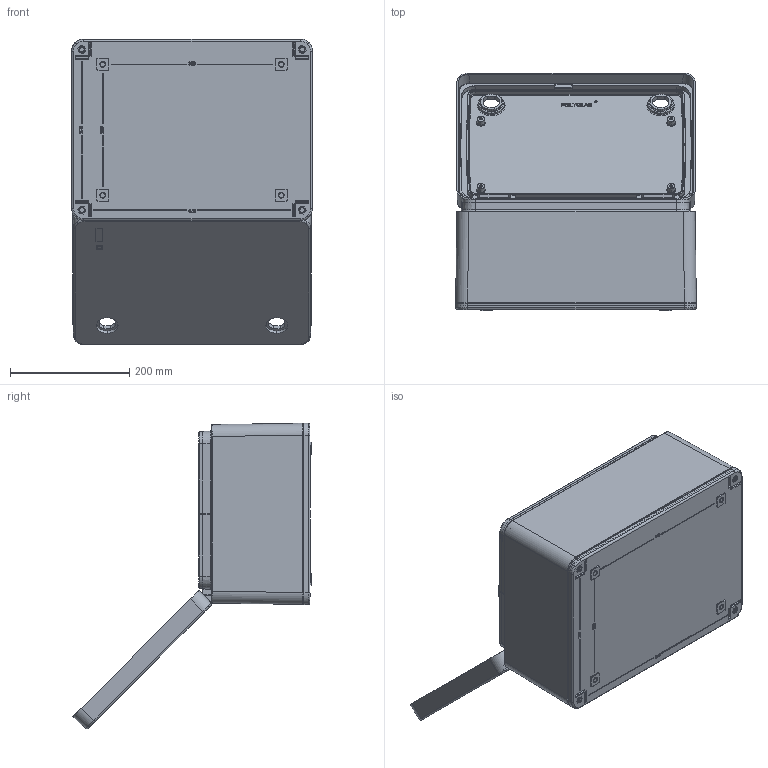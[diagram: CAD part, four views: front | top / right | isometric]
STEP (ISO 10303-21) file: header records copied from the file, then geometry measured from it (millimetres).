
FILE_DESCRIPTION (( 'STEP AP214' ), '1' );
FILE_NAME ('21304000.STEP', '2008-11-12T08:15:41', ( ' ' ), ( '' ), 'SwSTEP 2.0', 'SolidWorks 2008', '' );
FILE_SCHEMA (( 'AUTOMOTIVE_DESIGN' ));
Products named in the file (15): 95030_Standard; 82382_Standard; 86232_Standard; 95032_Standard; 26400_Standard; 94287_Standard; 82007_Standard; 21304000; 25400-Gehäuseunterteil_Standard; 25400-Gehäuserahmen_Standard; 25400_Standard; 86226_Standard; 86227_Standard
Assembly tree (26 placements, depth 4):
  21304000
    95032_Standard  x2
    26400_Standard
      86232_Standard  x4
      26400_Standard
    25400_Standard
      25400-Gehäuserahmen_Standard
      25400-Gehäuseunterteil_Standard
        86226_Standard  x4
        86227_Standard  x4
        82007_Standard
        25400-Gehäuseunterteil_Standard
      94287_Standard
      82007_Standard
    82382_Standard
    95030_Standard  x2
Bounding box: 405 x 400.23 x 513.84 mm (x, y, z)
Volume: 2130717.6 mm3; surface area: 1217968 mm2
Topology: 23 solids, 23 shells, 4738 faces, 11066 edges, 6361 vertices
Faces by surface type: plane 2141, cylinder 1097, bspline 1082, cone 212, torus 108, sphere 98
Entity records: 137133 total; most frequent: CARTESIAN_POINT 65630, ORIENTED_EDGE 16568, DIRECTION 12796, EDGE_CURVE 8284, VERTEX_POINT 4871, AXIS2_PLACEMENT_3D 4695, EDGE_LOOP 3665, FACE_OUTER_BOUND 3539
